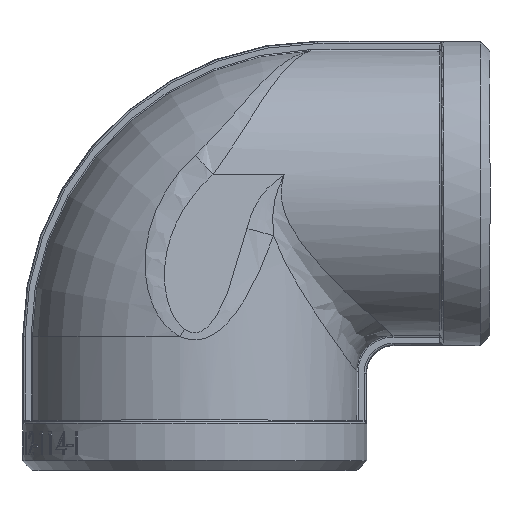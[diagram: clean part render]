
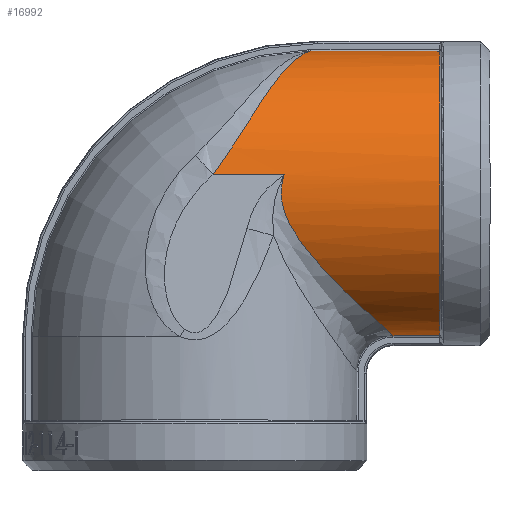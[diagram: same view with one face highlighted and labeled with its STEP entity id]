
A CAD part, top view. The second image highlights one B-rep face of the part: STEP entity #16992.
In plain terms, the highlighted cylindrical face has radius 23.5 mm (diameter 47 mm), a partial arc.
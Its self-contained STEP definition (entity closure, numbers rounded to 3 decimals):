
#971 = CARTESIAN_POINT ( 'NONE',  ( 24.25, 23.342, 2.721 ) ) ;
#984 = DIRECTION ( 'NONE',  ( -1., 0., 0. ) ) ;
#998 = LINE ( 'NONE', #971, #16337 ) ;
#2415 = VERTEX_POINT ( 'NONE', #7650 ) ;
#2439 = VERTEX_POINT ( 'NONE', #7635 ) ;
#2450 = VERTEX_POINT ( 'NONE', #7657 ) ;
#2492 = VERTEX_POINT ( 'NONE', #7716 ) ;
#2546 = VERTEX_POINT ( 'NONE', #7805 ) ;
#2549 = VERTEX_POINT ( 'NONE', #7773 ) ;
#2962 = ORIENTED_EDGE ( 'NONE', *, *, #15743, .T. ) ;
#2963 = ORIENTED_EDGE ( 'NONE', *, *, #15736, .F. ) ;
#2967 = ORIENTED_EDGE ( 'NONE', *, *, #15685, .T. ) ;
#3012 = ORIENTED_EDGE ( 'NONE', *, *, #15716, .F. ) ;
#3021 = ORIENTED_EDGE ( 'NONE', *, *, #15646, .T. ) ;
#3055 = ORIENTED_EDGE ( 'NONE', *, *, #15723, .T. ) ;
#3190 = EDGE_LOOP ( 'NONE', ( #3055, #3021, #2963, #2962, #3012, #2967 ) ) ;
#3278 = B_SPLINE_CURVE_WITH_KNOTS ( 'NONE', 3,
 ( #5433, #5453, #5456, #5460, #5461, #5462, #5508 ),
 .UNSPECIFIED., .F., .F.,
 ( 4, 1, 1, 1, 4 ),
 ( 0., 0.286, 0.429, 0.714, 0.993 ),
 .UNSPECIFIED. ) ;
#3285 = B_SPLINE_CURVE_WITH_KNOTS ( 'NONE', 3,
 ( #5376, #5408, #5389, #5378, #5397, #5416, #5398, #5380, #5417, #5387 ),
 .UNSPECIFIED., .F., .F.,
 ( 4, 1, 1, 1, 1, 1, 1, 4 ),
 ( 0.005, 0.142, 0.285, 0.571, 0.714, 0.857, 0.928, 1. ),
 .UNSPECIFIED. ) ;
#4616 = DIRECTION ( 'NONE',  ( 1., 0., 0. ) ) ;
#4631 = CARTESIAN_POINT ( 'NONE',  ( 24.25, 0., 0. ) ) ;
#4633 = DIRECTION ( 'NONE',  ( 0., 1., 0. ) ) ;
#4637 = CYLINDRICAL_SURFACE ( 'NONE', #16522, 23.5 ) ;
#4656 = FACE_OUTER_BOUND ( 'NONE', #3190, .T. ) ;
#5194 = LINE ( 'NONE', #5195, #16410 ) ;
#5195 = CARTESIAN_POINT ( 'NONE',  ( 24.25, -23.342, 2.721 ) ) ;
#5199 = DIRECTION ( 'NONE',  ( 1., 0., 0. ) ) ;
#5376 = CARTESIAN_POINT ( 'NONE',  ( 32.571, -23.342, 2.721 ) ) ;
#5378 = CARTESIAN_POINT ( 'NONE',  ( 27.707, -18.965, 14.644 ) ) ;
#5380 = CARTESIAN_POINT ( 'NONE',  ( 14.055, 0.148, 23.563 ) ) ;
#5387 = CARTESIAN_POINT ( 'NONE',  ( 14.723, 3.027, 23.304 ) ) ;
#5388 = CARTESIAN_POINT ( 'NONE',  ( 40.25, 0., 0. ) ) ;
#5389 = CARTESIAN_POINT ( 'NONE',  ( 31.333, -22.25, 8.212 ) ) ;
#5393 = DIRECTION ( 'NONE',  ( -1., 0., 0. ) ) ;
#5397 = CARTESIAN_POINT ( 'NONE',  ( 22.46, -14.059, 19.318 ) ) ;
#5398 = CARTESIAN_POINT ( 'NONE',  ( 14.667, -3.762, 23.335 ) ) ;
#5402 = DIRECTION ( 'NONE',  ( 0., 0., 1. ) ) ;
#5408 = CARTESIAN_POINT ( 'NONE',  ( 32.33, -23.128, 4.553 ) ) ;
#5416 = CARTESIAN_POINT ( 'NONE',  ( 17.285, -8.123, 22.247 ) ) ;
#5417 = CARTESIAN_POINT ( 'NONE',  ( 14.419, 2.091, 23.426 ) ) ;
#5433 = CARTESIAN_POINT ( 'NONE',  ( 3.036, 3.027, 23.304 ) ) ;
#5453 = CARTESIAN_POINT ( 'NONE',  ( 4.842, 5.562, 22.975 ) ) ;
#5456 = CARTESIAN_POINT ( 'NONE',  ( 7.443, 9.517, 21.822 ) ) ;
#5460 = CARTESIAN_POINT ( 'NONE',  ( 11.396, 15.769, 17.881 ) ) ;
#5461 = CARTESIAN_POINT ( 'NONE',  ( 15.012, 20.962, 11.968 ) ) ;
#5462 = CARTESIAN_POINT ( 'NONE',  ( 17.74, 22.978, 5.835 ) ) ;
#5476 = DIRECTION ( 'NONE',  ( 1., 0., 0. ) ) ;
#5484 = LINE ( 'NONE', #5492, #16468 ) ;
#5492 = CARTESIAN_POINT ( 'NONE',  ( 24.25, 3.027, 23.304 ) ) ;
#5508 = CARTESIAN_POINT ( 'NONE',  ( 19.083, 23.342, 2.721 ) ) ;
#7635 = CARTESIAN_POINT ( 'NONE',  ( 19.083, 23.342, 2.721 ) ) ;
#7650 = CARTESIAN_POINT ( 'NONE',  ( 40.25, -23.342, 2.721 ) ) ;
#7657 = CARTESIAN_POINT ( 'NONE',  ( 14.723, 3.027, 23.304 ) ) ;
#7716 = CARTESIAN_POINT ( 'NONE',  ( 32.571, -23.342, 2.721 ) ) ;
#7773 = CARTESIAN_POINT ( 'NONE',  ( 40.25, 23.342, 2.721 ) ) ;
#7805 = CARTESIAN_POINT ( 'NONE',  ( 3.036, 3.027, 23.304 ) ) ;
#15646 = EDGE_CURVE ( 'NONE', #2549, #2439, #998, .T. ) ;
#15685 = EDGE_CURVE ( 'NONE', #2492, #2415, #5194, .T. ) ;
#15716 = EDGE_CURVE ( 'NONE', #2492, #2450, #3285, .T. ) ;
#15723 = EDGE_CURVE ( 'NONE', #2415, #2549, #16443, .T. ) ;
#15736 = EDGE_CURVE ( 'NONE', #2546, #2439, #3278, .T. ) ;
#15743 = EDGE_CURVE ( 'NONE', #2546, #2450, #5484, .T. ) ;
#16337 = VECTOR ( 'NONE', #984, 1000. ) ;
#16410 = VECTOR ( 'NONE', #5199, 1000. ) ;
#16443 = CIRCLE ( 'NONE', #16444, 23.5 ) ;
#16444 = AXIS2_PLACEMENT_3D ( 'NONE', #5388, #5393, #5402 ) ;
#16468 = VECTOR ( 'NONE', #5476, 1000. ) ;
#16522 = AXIS2_PLACEMENT_3D ( 'NONE', #4631, #4616, #4633 ) ;
#16992 = ADVANCED_FACE ( 'NONE', ( #4656 ), #4637, .T. ) ;
